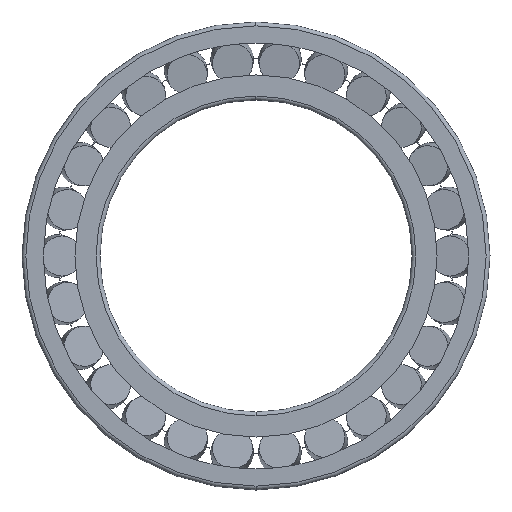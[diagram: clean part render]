
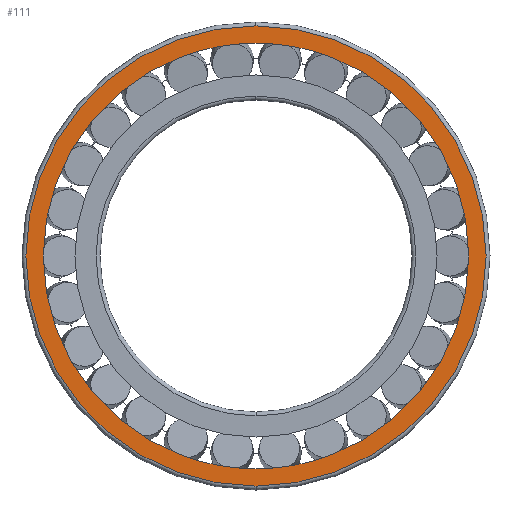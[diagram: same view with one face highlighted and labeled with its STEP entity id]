
A CAD part, left-side view. The second image highlights one B-rep face of the part: STEP entity #111.
In plain terms, the highlighted planar face has unit normal (-1, 0, 0).
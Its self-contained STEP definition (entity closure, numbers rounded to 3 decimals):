
#111=ADVANCED_FACE('',(#519,#520),#521,.T.);
#519=FACE_OUTER_BOUND('',#1352,.T.);
#520=FACE_BOUND('',#1353,.T.);
#521=PLANE('',#1354);
#1352=EDGE_LOOP('',(#2436,#2437,#2438));
#1353=EDGE_LOOP('',(#2439,#2440,#2441));
#1354=AXIS2_PLACEMENT_3D('',#2442,#2443,#2444);
#2436=ORIENTED_EDGE('',*,*,#5178,.F.);
#2437=ORIENTED_EDGE('',*,*,#5177,.F.);
#2438=ORIENTED_EDGE('',*,*,#5205,.F.);
#2439=ORIENTED_EDGE('',*,*,#5209,.T.);
#2440=ORIENTED_EDGE('',*,*,#5160,.T.);
#2441=ORIENTED_EDGE('',*,*,#5210,.T.);
#2442=CARTESIAN_POINT('',(0.0,170.328,0.0));
#2443=DIRECTION('',(-1.0,0.0,0.0));
#2444=DIRECTION('',(0.0,-1.0,0.0));
#5160=EDGE_CURVE('',#6158,#6155,#6159,.T.);
#5177=EDGE_CURVE('',#6189,#6192,#6193,.T.);
#5178=EDGE_CURVE('',#6192,#6194,#6195,.T.);
#5205=EDGE_CURVE('',#6194,#6189,#6232,.T.);
#5209=EDGE_CURVE('',#6237,#6158,#6238,.T.);
#5210=EDGE_CURVE('',#6155,#6237,#6239,.T.);
#6155=VERTEX_POINT('',#7828);
#6158=VERTEX_POINT('',#7831);
#6159=CIRCLE('',#7832,163.657);
#6189=VERTEX_POINT('',#7864);
#6192=VERTEX_POINT('',#7867);
#6193=CIRCLE('',#7868,177.0);
#6194=VERTEX_POINT('',#7869);
#6195=CIRCLE('',#7870,177.0);
#6232=CIRCLE('',#7983,177.0);
#6237=VERTEX_POINT('',#7988);
#6238=CIRCLE('',#7989,163.657);
#6239=CIRCLE('',#7990,163.657);
#7828=CARTESIAN_POINT('',(0.0,0.,-163.657));
#7831=CARTESIAN_POINT('',(0.0,0.,163.657));
#7832=AXIS2_PLACEMENT_3D('',#16420,#16421,#16422);
#7864=CARTESIAN_POINT('',(0.0,0.,-177.0));
#7867=CARTESIAN_POINT('',(0.0,177.0,0.0));
#7868=AXIS2_PLACEMENT_3D('',#16467,#16468,#16469);
#7869=CARTESIAN_POINT('',(0.0,0.,177.0));
#7870=AXIS2_PLACEMENT_3D('',#16470,#16471,#16472);
#7983=AXIS2_PLACEMENT_3D('',#16524,#16525,#16526);
#7988=CARTESIAN_POINT('',(0.0,163.657,0.0));
#7989=AXIS2_PLACEMENT_3D('',#16536,#16537,#16538);
#7990=AXIS2_PLACEMENT_3D('',#16539,#16540,#16541);
#16420=CARTESIAN_POINT('',(0.0,0.0,0.0));
#16421=DIRECTION('',(1.0,0.0,0.0));
#16422=DIRECTION('',(0.0,1.0,0.0));
#16467=CARTESIAN_POINT('',(0.0,0.0,0.0));
#16468=DIRECTION('',(1.0,0.0,0.0));
#16469=DIRECTION('',(0.0,1.0,0.0));
#16470=CARTESIAN_POINT('',(0.0,0.0,0.0));
#16471=DIRECTION('',(1.0,0.0,0.0));
#16472=DIRECTION('',(0.0,1.0,0.0));
#16524=CARTESIAN_POINT('',(0.0,0.0,0.0));
#16525=DIRECTION('',(1.0,0.0,0.0));
#16526=DIRECTION('',(0.0,1.0,0.0));
#16536=CARTESIAN_POINT('',(0.0,0.0,0.0));
#16537=DIRECTION('',(1.0,0.0,0.0));
#16538=DIRECTION('',(0.0,1.0,0.0));
#16539=CARTESIAN_POINT('',(0.0,0.0,0.0));
#16540=DIRECTION('',(1.0,0.0,0.0));
#16541=DIRECTION('',(0.0,1.0,0.0));
